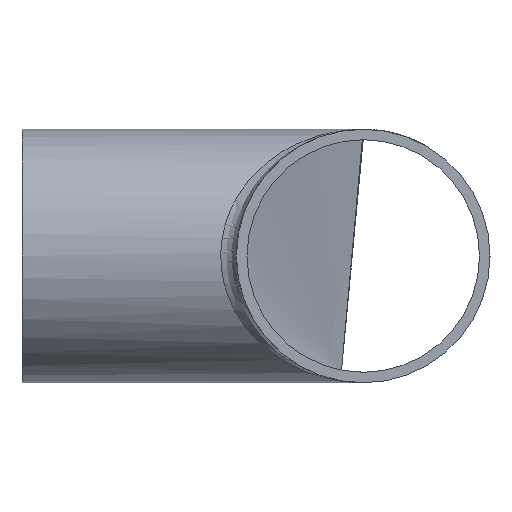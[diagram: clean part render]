
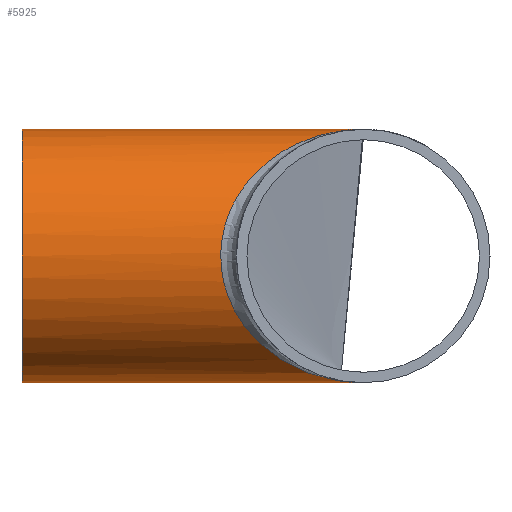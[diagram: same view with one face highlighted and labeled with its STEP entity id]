
A CAD part, left-side view. The second image highlights one B-rep face of the part: STEP entity #5925.
In plain terms, the highlighted cylindrical face has radius 24.15 mm (diameter 48.3 mm), a full revolution.
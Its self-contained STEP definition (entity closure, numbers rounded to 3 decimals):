
#62 = CARTESIAN_POINT ( 'NONE',  ( 0., 0., -24.15 ) ) ;
#241 = CARTESIAN_POINT ( 'NONE',  ( -48.3, 54.3, -24.15 ) ) ;
#269 = CARTESIAN_POINT ( 'NONE',  ( 48.3, 54.3, -24.15 ) ) ;
#551 = CARTESIAN_POINT ( 'NONE',  ( 0., 0., -24.15 ) ) ;
#899 = DIRECTION ( 'NONE',  ( 0., -1., 0. ) ) ;
#1575 = CARTESIAN_POINT ( 'NONE',  ( 0., 65., 0. ) ) ;
#1639 = ORIENTED_EDGE ( 'NONE', *, *, #10630, .F. ) ;
#3098 = CARTESIAN_POINT ( 'NONE',  ( 0., 65., 24.15 ) ) ;
#3300 = CARTESIAN_POINT ( 'NONE',  ( 48.3, 54.3, 24.15 ) ) ;
#3473 = FACE_OUTER_BOUND ( 'NONE', #9257, .T. ) ;
#4461 = EDGE_CURVE ( 'NONE', #4904, #13448, #18180, .T. ) ;
#4904 = VERTEX_POINT ( 'NONE', #8899 ) ;
#5925 = ADVANCED_FACE ( 'NONE', ( #9368, #3473 ), #13907, .T. ) ;
#6599 = DIRECTION ( 'NONE',  ( 0., 0., -1. ) ) ;
#7373 = DIRECTION ( 'NONE',  ( 0., 1., 0. ) ) ;
#8893 = DIRECTION ( 'NONE',  ( 0., 0., 1. ) ) ;
#8899 = CARTESIAN_POINT ( 'NONE',  ( 0., 0., -24.15 ) ) ;
#8921 = CARTESIAN_POINT ( 'NONE',  ( 0., 0., 24.15 ) ) ;
#9211 = AXIS2_PLACEMENT_3D ( 'NONE', #16787, #899, #6599 ) ;
#9257 = EDGE_LOOP ( 'NONE', ( #1639 ) ) ;
#9368 = FACE_OUTER_BOUND ( 'NONE', #9393, .T. ) ;
#9393 = EDGE_LOOP ( 'NONE', ( #13192, #12133 ) ) ;
#10630 = EDGE_CURVE ( 'NONE', #16319, #16319, #15892, .T. ) ;
#10958 = CARTESIAN_POINT ( 'NONE',  ( 0., 0., 24.15 ) ) ;
#12133 = ORIENTED_EDGE ( 'NONE', *, *, #18003, .T. ) ;
#13192 = ORIENTED_EDGE ( 'NONE', *, *, #4461, .T. ) ;
#13448 = VERTEX_POINT ( 'NONE', #10958 ) ;
#13907 = CYLINDRICAL_SURFACE ( 'NONE', #9211, 24.15 ) ;
#14679 = CARTESIAN_POINT ( 'NONE',  ( -48.3, 54.3, 24.15 ) ) ;
#15892 = CIRCLE ( 'NONE', #18023, 24.15 ) ;
#16312 = CARTESIAN_POINT ( 'NONE',  ( 0., 0., 24.15 ) ) ;
#16319 = VERTEX_POINT ( 'NONE', #3098 ) ;
#16787 = CARTESIAN_POINT ( 'NONE',  ( 0., 65., 0. ) ) ;
#16946 =( BOUNDED_CURVE ( )  B_SPLINE_CURVE ( 3, ( #8921, #3300, #269, #551 ),
 .UNSPECIFIED., .F., .T. ) 
 B_SPLINE_CURVE_WITH_KNOTS ( ( 4, 4 ),
 ( 1.571, 4.712 ),
 .UNSPECIFIED. ) 
 CURVE ( )  GEOMETRIC_REPRESENTATION_ITEM ( )  RATIONAL_B_SPLINE_CURVE ( ( 1., 0.333, 0.333, 1. ) ) 
 REPRESENTATION_ITEM ( '' )  );
#18003 = EDGE_CURVE ( 'NONE', #13448, #4904, #16946, .T. ) ;
#18023 = AXIS2_PLACEMENT_3D ( 'NONE', #1575, #7373, #8893 ) ;
#18180 =( BOUNDED_CURVE ( )  B_SPLINE_CURVE ( 3, ( #62, #241, #14679, #16312 ),
 .UNSPECIFIED., .F., .T. ) 
 B_SPLINE_CURVE_WITH_KNOTS ( ( 4, 4 ),
 ( 4.712, 7.854 ),
 .UNSPECIFIED. ) 
 CURVE ( )  GEOMETRIC_REPRESENTATION_ITEM ( )  RATIONAL_B_SPLINE_CURVE ( ( 1., 0.333, 0.333, 1. ) ) 
 REPRESENTATION_ITEM ( '' )  );
